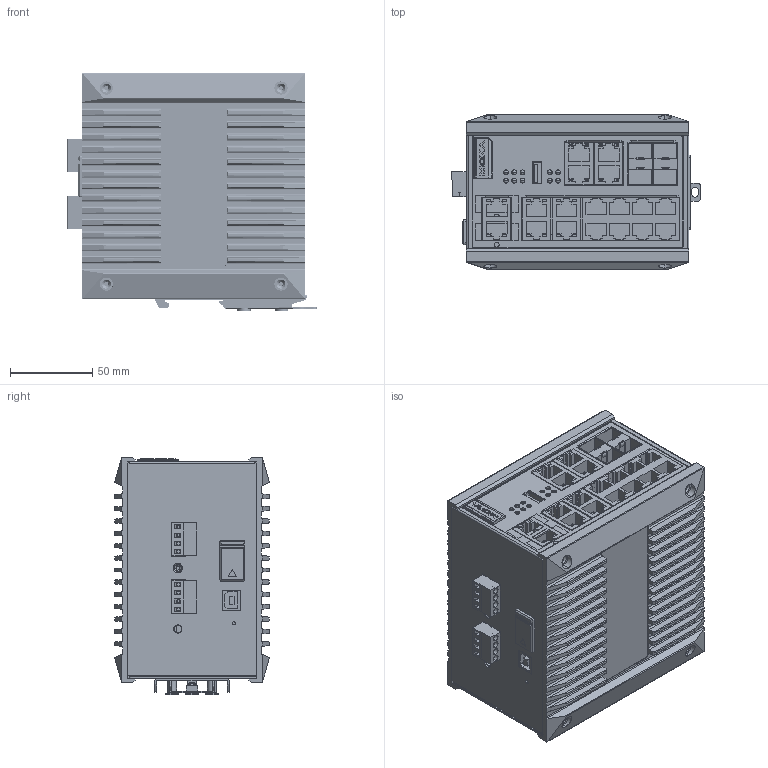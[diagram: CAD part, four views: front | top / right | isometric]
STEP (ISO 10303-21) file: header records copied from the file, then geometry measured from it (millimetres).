
FILE_DESCRIPTION((''),'2;1');
FILE_NAME('PRT0003','2014-12-04T',('Bryce_Huang'),(''),'PRO/ENGINEER BY PARAMETRIC TECHNOLOGY CORPORATION, 2009360','PRO/ENGINEER BY PARAMETRIC TECHNOLOGY CORPORATION, 2009360','');
FILE_SCHEMA(('CONFIG_CONTROL_DESIGN'));
Products named in the file (1): PRT0003
Bounding box: 151.45 x 93.8 x 144.2 mm (x, y, z)
Volume: 429630.4 mm3; surface area: 462601.5 mm2
Topology: 5 solids, 27 shells, 6262 faces, 16078 edges, 10316 vertices
Faces by surface type: plane 4549, cylinder 1376, torus 138, cone 120, bspline 58, extrusion 12, sphere 9
Entity records: 195523 total; most frequent: CARTESIAN_POINT 40592, ORIENTED_EDGE 32100, DIRECTION 31112, EDGE_CURVE 16070, VECTOR 12464, LINE 12452, VERTEX_POINT 10316, AXIS2_PLACEMENT_3D 9324
